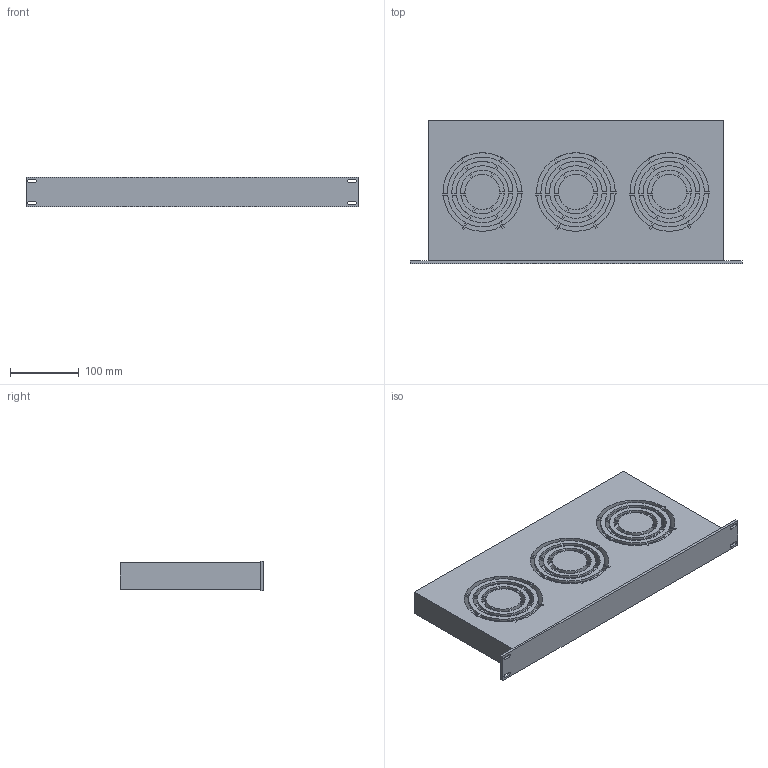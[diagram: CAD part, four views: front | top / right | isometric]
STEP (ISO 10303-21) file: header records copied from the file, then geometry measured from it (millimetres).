
FILE_DESCRIPTION(('starvars output'),'2;1');
FILE_NAME('cv20100122070831000332819.stp','07:08:31 2010/01/22',( 'Thomas Industrial Network Germany GmbH'),( 'Thomas Industrial Network Germany GmbH'),'unknown preprocess','ACIS' ,'unknown authorization');
FILE_SCHEMA(('AUTOMOTIVE_DESIGN_CC2 {UNKNOWN IMPLEMENTATION LEVEL}'));
Length unit declared in the file: millimetre
Products named in the file (1): PRODUCT_ID_1
Bounding box: 482.6 x 208 x 43.6 mm (x, y, z)
Volume: 2566747.9 mm3; surface area: 344983.9 mm2
Topology: 1 solids, 1 shells, 504 faces, 1536 edges, 1020 vertices
Faces by surface type: plane 316, cylinder 188
Entity records: 17423 total; most frequent: ORIENTED_EDGE 3072, CARTESIAN_POINT 2175, EDGE_CURVE 1536, DIRECTION 1495, VERTEX_POINT 1020, VECTOR 815, LINE 815, EDGE_LOOP 594
